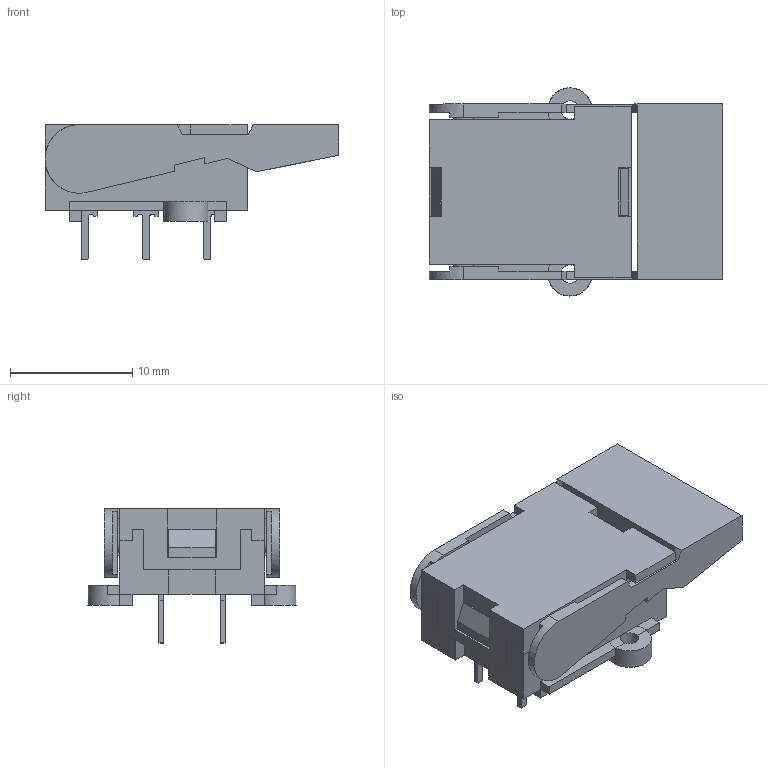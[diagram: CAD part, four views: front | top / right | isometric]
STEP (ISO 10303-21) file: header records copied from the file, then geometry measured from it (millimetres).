
FILE_DESCRIPTION(('FreeCAD Model'),'2;1');
FILE_NAME( 'H012-10.step', '2021-02-07T23:42:24',('Author'),(''), 'Open CASCADE STEP processor 7.3','FreeCAD','Unknown');
FILE_SCHEMA(('AUTOMOTIVE_DESIGN { 1 0 10303 214 1 1 1 1 }'));
Length unit declared in the file: millimetre
Products named in the file (4): BottomCompound; TopCut; Pins; LeverUnion
Bounding box: 24 x 17 x 11 mm (x, y, z)
Volume: 1201.4 mm3; surface area: 2539.9 mm2
Topology: 17 solids, 17 shells, 327 faces, 836 edges, 540 vertices
Faces by surface type: plane 303, cylinder 24
Full cylindrical faces by diameter (mm): 1.5 x2, 1.6 x2, 3.6 x2
Entity records: 22775 total; most frequent: CARTESIAN_POINT 3802, DIRECTION 2992, LINE 2144, VECTOR 2144, ORIENTED_EDGE 1672, PCURVE 1672, DEFINITIONAL_REPRESENTATION 1672, EDGE_CURVE 836
